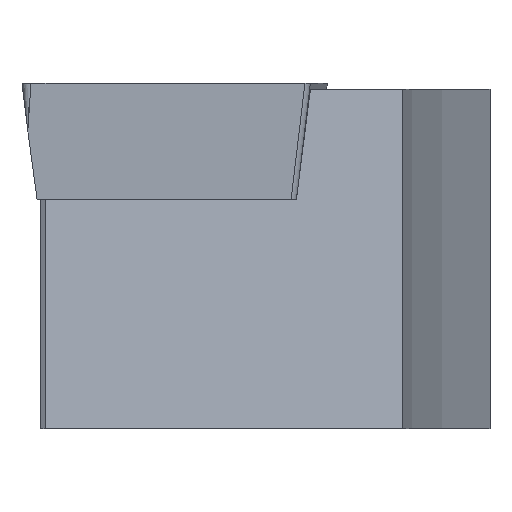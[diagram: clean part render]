
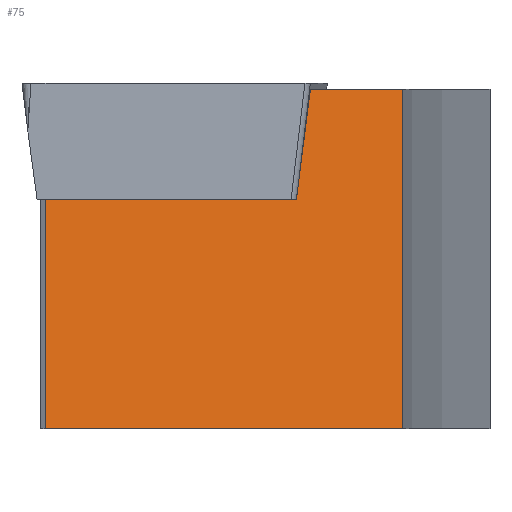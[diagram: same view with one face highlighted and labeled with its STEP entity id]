
A CAD part, left-side view. The second image highlights one B-rep face of the part: STEP entity #75.
In plain terms, the highlighted planar face has unit normal (-0.848, -0.53, 0).
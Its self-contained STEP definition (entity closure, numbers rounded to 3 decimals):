
#75=ADVANCED_FACE('',(#121),#102,.F.);
#102=PLANE('',#533);
#121=FACE_OUTER_BOUND('',#147,.T.);
#147=EDGE_LOOP('',(#190,#191,#192,#193,#194,#195));
#190=ORIENTED_EDGE('',*,*,#366,.F.);
#191=ORIENTED_EDGE('',*,*,#367,.F.);
#192=ORIENTED_EDGE('',*,*,#368,.T.);
#193=ORIENTED_EDGE('',*,*,#369,.F.);
#194=ORIENTED_EDGE('',*,*,#370,.F.);
#195=ORIENTED_EDGE('',*,*,#361,.F.);
#316=VERTEX_POINT('',#713);
#318=VERTEX_POINT('',#716);
#322=VERTEX_POINT('',#726);
#323=VERTEX_POINT('',#728);
#324=VERTEX_POINT('',#730);
#325=VERTEX_POINT('',#732);
#361=EDGE_CURVE('',#316,#318,#427,.T.);
#366=EDGE_CURVE('',#322,#316,#431,.T.);
#367=EDGE_CURVE('',#323,#322,#432,.T.);
#368=EDGE_CURVE('',#323,#324,#433,.T.);
#369=EDGE_CURVE('',#325,#324,#434,.T.);
#370=EDGE_CURVE('',#318,#325,#435,.T.);
#427=LINE('',#715,#479);
#431=LINE('',#725,#483);
#432=LINE('',#727,#484);
#433=LINE('',#729,#485);
#434=LINE('',#731,#486);
#435=LINE('',#733,#487);
#479=VECTOR('',#576,1.);
#483=VECTOR('',#584,1.);
#484=VECTOR('',#585,1.);
#485=VECTOR('',#586,1.);
#486=VECTOR('',#587,1.);
#487=VECTOR('',#588,1.);
#533=AXIS2_PLACEMENT_3D('',#734,#589,#590);
#576=DIRECTION('',(0.53,-0.848,0.));
#584=DIRECTION('',(0.079,-0.126,0.989));
#585=DIRECTION('',(0.53,-0.848,0.));
#586=DIRECTION('',(0.,0.,-1.));
#587=DIRECTION('',(-0.53,0.848,0.));
#588=DIRECTION('',(0.,0.,-1.));
#589=DIRECTION('',(0.848,0.53,0.));
#590=DIRECTION('',(-0.53,0.848,0.));
#713=CARTESIAN_POINT('',(6.678,6.137,-0.2));
#715=CARTESIAN_POINT('',(8.645,2.99,-0.2));
#716=CARTESIAN_POINT('',(8.645,2.99,-0.2));
#725=CARTESIAN_POINT('',(5.183,8.529,-19.021));
#726=CARTESIAN_POINT('',(6.379,6.616,-3.97));
#727=CARTESIAN_POINT('',(8.645,2.99,-3.97));
#728=CARTESIAN_POINT('',(1.018,15.194,-3.97));
#729=CARTESIAN_POINT('',(1.018,15.194,-20.));
#730=CARTESIAN_POINT('',(1.018,15.194,-11.8));
#731=CARTESIAN_POINT('',(8.645,2.99,-11.8));
#732=CARTESIAN_POINT('',(8.645,2.99,-11.8));
#733=CARTESIAN_POINT('',(8.645,2.99,-20.));
#734=CARTESIAN_POINT('',(8.645,2.99,-20.));
